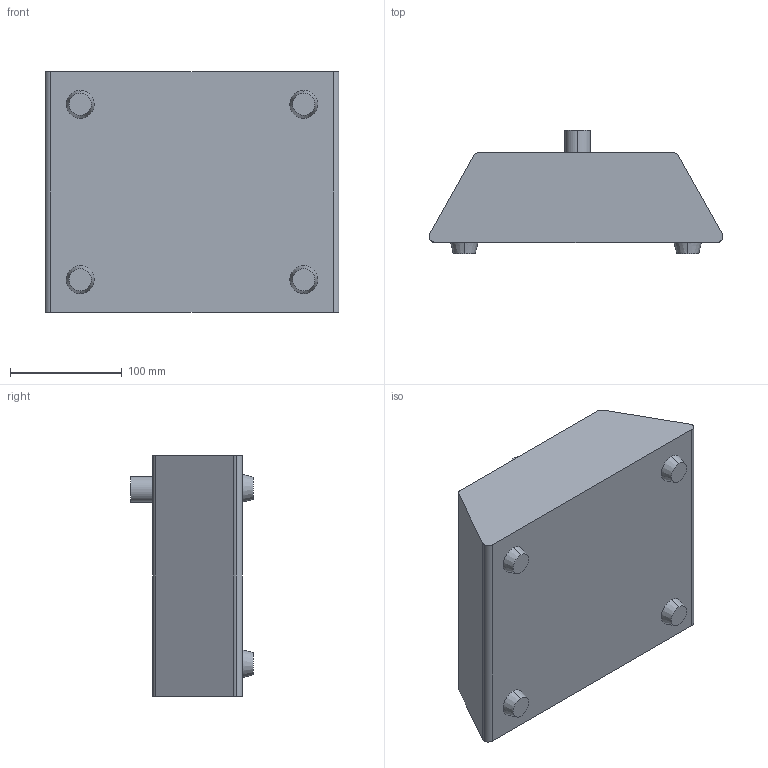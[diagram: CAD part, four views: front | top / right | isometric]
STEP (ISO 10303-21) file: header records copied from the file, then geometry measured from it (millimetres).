
FILE_DESCRIPTION (( 'STEP AP203' ), '1' );
FILE_NAME ('W03_Default_sldprt.STEP', '2020-10-16T01:59:12', ( '' ), ( '' ), 'SwSTEP 2.0', 'SolidWorks 2020', '' );
FILE_SCHEMA (( 'CONFIG_CONTROL_DESIGN' ));
Length unit declared in the file: millimetre
Products named in the file (1): W03_Default_sldprt
Bounding box: 262.9 x 110 x 215 mm (x, y, z)
Volume: 3886116.7 mm3; surface area: 172619 mm2
Topology: 1 solids, 1 shells, 26 faces, 57 edges, 38 vertices
Faces by surface type: plane 11, cone 8, cylinder 7
Entity records: 808 total; most frequent: DIRECTION 141, CARTESIAN_POINT 122, ORIENTED_EDGE 114, EDGE_CURVE 57, AXIS2_PLACEMENT_3D 57, VERTEX_POINT 38, EDGE_LOOP 31, CIRCLE 30
